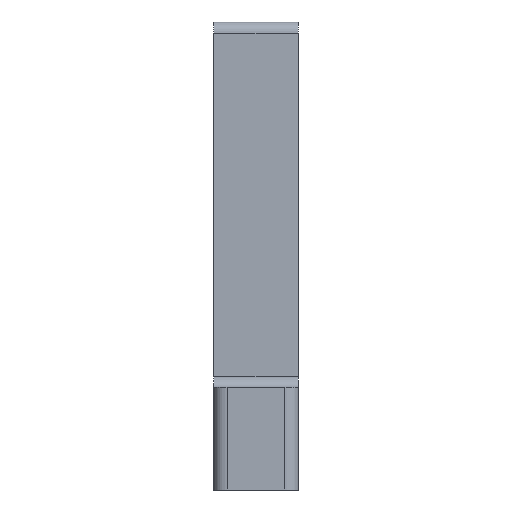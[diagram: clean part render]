
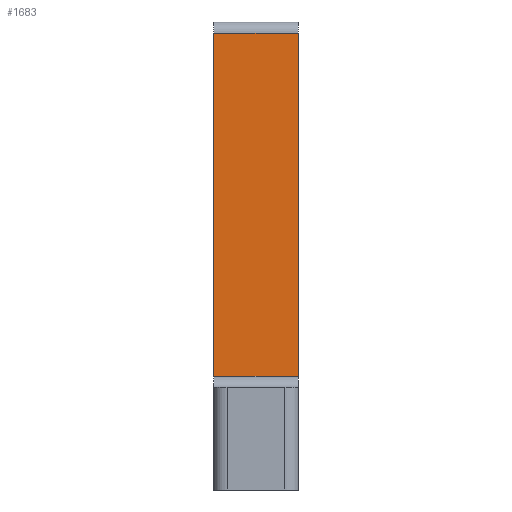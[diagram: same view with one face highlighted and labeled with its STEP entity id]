
A CAD part, left-side view. The second image highlights one B-rep face of the part: STEP entity #1683.
In plain terms, the highlighted planar face has unit normal (-1, 0, 0).
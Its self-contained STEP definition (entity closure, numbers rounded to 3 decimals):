
#1351=AXIS2_PLACEMENT_3D('Plane Axis2P3D',#1348,#1349,#1350) ;
#891=CARTESIAN_POINT('Vertex',(1447.872,4.729,945.501)) ;
#894=CARTESIAN_POINT('Line Origine',(1447.872,-4.771,945.501)) ;
#898=CARTESIAN_POINT('Vertex',(1447.872,-14.271,945.501)) ;
#1348=CARTESIAN_POINT('Axis2P3D Location',(1447.872,-14.771,861.001)) ;
#1658=CARTESIAN_POINT('Line Origine',(1447.872,-14.271,907.001)) ;
#1662=CARTESIAN_POINT('Vertex',(1447.872,-14.271,868.501)) ;
#1665=CARTESIAN_POINT('Line Origine',(1447.872,4.729,907.001)) ;
#1669=CARTESIAN_POINT('Vertex',(1447.872,4.729,868.501)) ;
#1672=CARTESIAN_POINT('Line Origine',(1447.872,-4.771,868.501)) ;
#895=DIRECTION('Vector Direction',(0.,1.,0.)) ;
#1349=DIRECTION('Axis2P3D Direction',(-1.,0.,0.)) ;
#1350=DIRECTION('Axis2P3D XDirection',(0.,0.,1.)) ;
#1659=DIRECTION('Vector Direction',(0.,0.,-1.)) ;
#1666=DIRECTION('Vector Direction',(0.,0.,1.)) ;
#1673=DIRECTION('Vector Direction',(0.,1.,0.)) ;
#896=VECTOR('Line Direction',#895,1.) ;
#1660=VECTOR('Line Direction',#1659,1.) ;
#1667=VECTOR('Line Direction',#1666,1.) ;
#1674=VECTOR('Line Direction',#1673,1.) ;
#1678=ORIENTED_EDGE('',*,*,#1664,.F.) ;
#1679=ORIENTED_EDGE('',*,*,#900,.T.) ;
#1680=ORIENTED_EDGE('',*,*,#1671,.F.) ;
#1681=ORIENTED_EDGE('',*,*,#1676,.T.) ;
#1683=ADVANCED_FACE('PartBody',(#1682),#1352,.T.) ;
#900=EDGE_CURVE('',#899,#892,#897,.T.) ;
#1664=EDGE_CURVE('',#899,#1663,#1661,.T.) ;
#1671=EDGE_CURVE('',#1670,#892,#1668,.T.) ;
#1676=EDGE_CURVE('',#1670,#1663,#1675,.F.) ;
#1677=EDGE_LOOP('',(#1678,#1679,#1680,#1681)) ;
#1682=FACE_OUTER_BOUND('',#1677,.T.) ;
#897=LINE('Line',#894,#896) ;
#1661=LINE('Line',#1658,#1660) ;
#1668=LINE('Line',#1665,#1667) ;
#1675=LINE('Line',#1672,#1674) ;
#1352=PLANE('',#1351) ;
#892=VERTEX_POINT('',#891) ;
#899=VERTEX_POINT('',#898) ;
#1663=VERTEX_POINT('',#1662) ;
#1670=VERTEX_POINT('',#1669) ;
